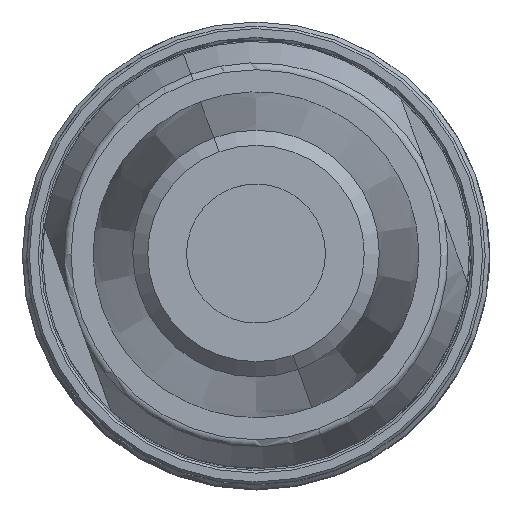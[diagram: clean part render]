
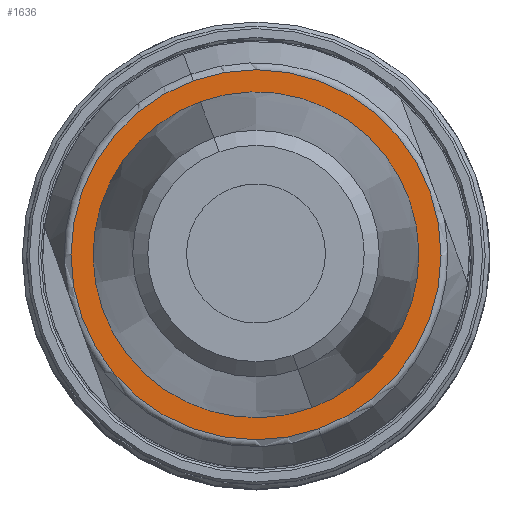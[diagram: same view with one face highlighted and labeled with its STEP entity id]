
A CAD part, top view. The second image highlights one B-rep face of the part: STEP entity #1636.
In plain terms, the highlighted planar face has unit normal (0, 0, 1).
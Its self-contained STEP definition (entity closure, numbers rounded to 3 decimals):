
#1433=AXIS2_PLACEMENT_3D('Circle Axis2P3D',#1431,#1432,$) ;
#1536=AXIS2_PLACEMENT_3D('Circle Axis2P3D',#1534,#1535,$) ;
#1570=AXIS2_PLACEMENT_3D('Plane Axis2P3D',#1567,#1568,#1569) ;
#1391=CARTESIAN_POINT('Vertex',(11.735,2.358,43.5)) ;
#1428=CARTESIAN_POINT('Vertex',(6.765,16.142,43.5)) ;
#1431=CARTESIAN_POINT('Axis2P3D Location',(9.25,9.25,43.5)) ;
#1534=CARTESIAN_POINT('Axis2P3D Location',(9.25,9.25,43.5)) ;
#1567=CARTESIAN_POINT('Axis2P3D Location',(9.25,9.25,43.5)) ;
#1577=CARTESIAN_POINT('Control Point',(7.043,15.311,43.5)) ;
#1578=CARTESIAN_POINT('Control Point',(7.628,15.524,43.5)) ;
#1579=CARTESIAN_POINT('Control Point',(8.238,15.666,43.5)) ;
#1580=CARTESIAN_POINT('Control Point',(8.862,15.734,43.5)) ;
#1581=CARTESIAN_POINT('Control Point',(10.115,15.717,43.5)) ;
#1582=CARTESIAN_POINT('Control Point',(11.329,15.404,43.5)) ;
#1583=CARTESIAN_POINT('Control Point',(11.913,15.174,43.5)) ;
#1584=CARTESIAN_POINT('Control Point',(13.016,14.578,43.5)) ;
#1585=CARTESIAN_POINT('Control Point',(13.946,13.738,43.5)) ;
#1586=CARTESIAN_POINT('Control Point',(14.357,13.263,43.5)) ;
#1587=CARTESIAN_POINT('Control Point',(15.058,12.224,43.5)) ;
#1588=CARTESIAN_POINT('Control Point',(15.491,11.048,43.5)) ;
#1589=CARTESIAN_POINT('Control Point',(15.636,10.437,43.5)) ;
#1590=CARTESIAN_POINT('Control Point',(15.775,9.192,43.5)) ;
#1591=CARTESIAN_POINT('Control Point',(15.614,7.949,43.5)) ;
#1592=CARTESIAN_POINT('Control Point',(15.458,7.34,43.5)) ;
#1593=CARTESIAN_POINT('Control Point',(15.004,6.172,43.5)) ;
#1594=CARTESIAN_POINT('Control Point',(14.284,5.146,43.5)) ;
#1595=CARTESIAN_POINT('Control Point',(13.864,4.679,43.5)) ;
#1596=CARTESIAN_POINT('Control Point',(13.149,4.055,43.5)) ;
#1597=CARTESIAN_POINT('Control Point',(12.337,3.573,43.5)) ;
#1598=CARTESIAN_POINT('Control Point',(12.052,3.427,43.5)) ;
#1599=CARTESIAN_POINT('Control Point',(11.758,3.299,43.5)) ;
#1600=CARTESIAN_POINT('Control Point',(11.457,3.189,43.5)) ;
#1601=CARTESIAN_POINT('Vertex',(7.043,15.311,43.5)) ;
#1603=CARTESIAN_POINT('Vertex',(11.457,3.189,43.5)) ;
#1607=CARTESIAN_POINT('Control Point',(11.457,3.189,43.5)) ;
#1608=CARTESIAN_POINT('Control Point',(10.872,2.976,43.5)) ;
#1609=CARTESIAN_POINT('Control Point',(10.262,2.834,43.5)) ;
#1610=CARTESIAN_POINT('Control Point',(9.638,2.766,43.5)) ;
#1611=CARTESIAN_POINT('Control Point',(8.385,2.783,43.5)) ;
#1612=CARTESIAN_POINT('Control Point',(7.171,3.096,43.5)) ;
#1613=CARTESIAN_POINT('Control Point',(6.587,3.326,43.5)) ;
#1614=CARTESIAN_POINT('Control Point',(5.484,3.922,43.5)) ;
#1615=CARTESIAN_POINT('Control Point',(4.554,4.762,43.5)) ;
#1616=CARTESIAN_POINT('Control Point',(4.143,5.237,43.5)) ;
#1617=CARTESIAN_POINT('Control Point',(3.442,6.276,43.5)) ;
#1618=CARTESIAN_POINT('Control Point',(3.009,7.452,43.5)) ;
#1619=CARTESIAN_POINT('Control Point',(2.864,8.063,43.5)) ;
#1620=CARTESIAN_POINT('Control Point',(2.725,9.308,43.5)) ;
#1621=CARTESIAN_POINT('Control Point',(2.886,10.551,43.5)) ;
#1622=CARTESIAN_POINT('Control Point',(3.042,11.16,43.5)) ;
#1623=CARTESIAN_POINT('Control Point',(3.496,12.328,43.5)) ;
#1624=CARTESIAN_POINT('Control Point',(4.216,13.354,43.5)) ;
#1625=CARTESIAN_POINT('Control Point',(4.636,13.821,43.5)) ;
#1626=CARTESIAN_POINT('Control Point',(5.351,14.445,43.5)) ;
#1627=CARTESIAN_POINT('Control Point',(6.163,14.927,43.5)) ;
#1628=CARTESIAN_POINT('Control Point',(6.448,15.073,43.5)) ;
#1629=CARTESIAN_POINT('Control Point',(6.742,15.201,43.5)) ;
#1630=CARTESIAN_POINT('Control Point',(7.043,15.311,43.5)) ;
#1432=DIRECTION('Axis2P3D Direction',(0.,0.,1.)) ;
#1535=DIRECTION('Axis2P3D Direction',(0.,0.,1.)) ;
#1568=DIRECTION('Axis2P3D Direction',(0.,0.,1.)) ;
#1569=DIRECTION('Axis2P3D XDirection',(-0.339,0.941,0.)) ;
#1573=ORIENTED_EDGE('',*,*,#1538,.T.) ;
#1574=ORIENTED_EDGE('',*,*,#1435,.T.) ;
#1633=ORIENTED_EDGE('',*,*,#1605,.T.) ;
#1634=ORIENTED_EDGE('',*,*,#1631,.T.) ;
#1635=FACE_BOUND('',#1632,.T.) ;
#1636=ADVANCED_FACE('Hauptk\X2\00F6\X0\rper',(#1575,#1635),#1571,.T.) ;
#1576=B_SPLINE_CURVE_WITH_KNOTS('',5,(#1577,#1578,#1579,#1580,#1581,#1582,#1583,#1584,#1585,#1586,#1587,#1588,#1589,#1590,#1591,#1592,#1593,#1594,#1595,#1596,#1597,#1598,#1599,#1600),.UNSPECIFIED.,.F.,.U.,(6,3,3,3,3,3,3,6),(0.,4.399,8.798,13.196,17.595,21.994,26.393,28.656),.UNSPECIFIED.) ;
#1606=B_SPLINE_CURVE_WITH_KNOTS('',5,(#1607,#1608,#1609,#1610,#1611,#1612,#1613,#1614,#1615,#1616,#1617,#1618,#1619,#1620,#1621,#1622,#1623,#1624,#1625,#1626,#1627,#1628,#1629,#1630),.UNSPECIFIED.,.F.,.U.,(6,3,3,3,3,3,3,6),(0.,4.399,8.798,13.196,17.595,21.994,26.393,28.656),.UNSPECIFIED.) ;
#1434=CIRCLE('generated circle',#1433,7.326) ;
#1537=CIRCLE('generated circle',#1536,7.326) ;
#1435=EDGE_CURVE('',#1392,#1429,#1434,.T.) ;
#1538=EDGE_CURVE('',#1429,#1392,#1537,.T.) ;
#1605=EDGE_CURVE('',#1602,#1604,#1576,.T.) ;
#1631=EDGE_CURVE('',#1604,#1602,#1606,.T.) ;
#1572=EDGE_LOOP('',(#1573,#1574)) ;
#1632=EDGE_LOOP('',(#1633,#1634)) ;
#1575=FACE_OUTER_BOUND('',#1572,.T.) ;
#1571=PLANE('',#1570) ;
#1392=VERTEX_POINT('',#1391) ;
#1429=VERTEX_POINT('',#1428) ;
#1602=VERTEX_POINT('',#1601) ;
#1604=VERTEX_POINT('',#1603) ;
